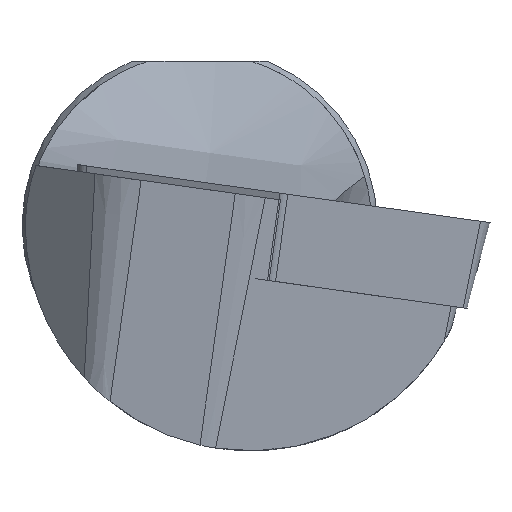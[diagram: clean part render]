
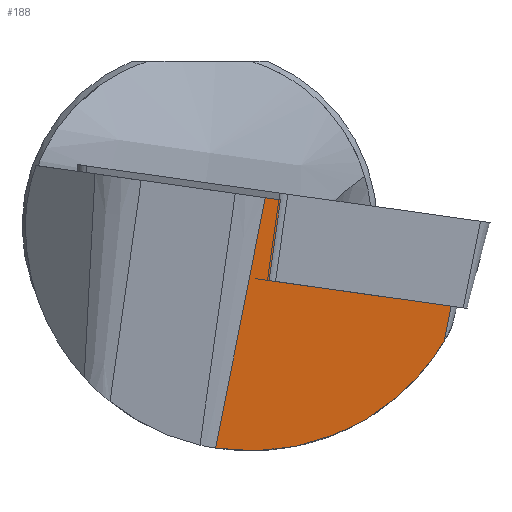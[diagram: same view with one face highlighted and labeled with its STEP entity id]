
A CAD part, left-side view. The second image highlights one B-rep face of the part: STEP entity #188.
In plain terms, the highlighted planar face has unit normal (-0.88, -0.437, -0.184).
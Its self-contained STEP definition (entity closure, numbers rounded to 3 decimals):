
#188=ADVANCED_FACE('',(#246),#227,.T.);
#227=PLANE('',#803);
#246=FACE_OUTER_BOUND('',#284,.T.);
#284=EDGE_LOOP('',(#337,#338,#339,#340,#341,#342));
#324=ELLIPSE('',#802,11.529,10.15);
#337=ORIENTED_EDGE('',*,*,#606,.F.);
#338=ORIENTED_EDGE('',*,*,#607,.T.);
#339=ORIENTED_EDGE('',*,*,#608,.T.);
#340=ORIENTED_EDGE('',*,*,#609,.T.);
#341=ORIENTED_EDGE('',*,*,#610,.F.);
#342=ORIENTED_EDGE('',*,*,#611,.F.);
#539=VERTEX_POINT('',#1065);
#540=VERTEX_POINT('',#1066);
#541=VERTEX_POINT('',#1068);
#542=VERTEX_POINT('',#1070);
#543=VERTEX_POINT('',#1072);
#544=VERTEX_POINT('',#1074);
#606=EDGE_CURVE('',#539,#540,#706,.T.);
#607=EDGE_CURVE('',#539,#541,#707,.T.);
#608=EDGE_CURVE('',#541,#542,#708,.T.);
#609=EDGE_CURVE('',#542,#543,#324,.T.);
#610=EDGE_CURVE('',#544,#543,#709,.T.);
#611=EDGE_CURVE('',#540,#544,#710,.T.);
#706=LINE('',#1064,#754);
#707=LINE('',#1067,#755);
#708=LINE('',#1069,#756);
#709=LINE('',#1073,#757);
#710=LINE('',#1075,#758);
#754=VECTOR('',#877,1.);
#755=VECTOR('',#878,1.);
#756=VECTOR('',#879,1.);
#757=VECTOR('',#882,1.);
#758=VECTOR('',#883,1.);
#802=AXIS2_PLACEMENT_3D('',#1071,#880,#881);
#803=AXIS2_PLACEMENT_3D('',#1076,#884,#885);
#877=DIRECTION('',(0.137,0.138,-0.981));
#878=DIRECTION('',(-0.462,0.878,0.123));
#879=DIRECTION('',(0.108,0.194,-0.975));
#880=DIRECTION('',(-0.88,-0.437,-0.184));
#881=DIRECTION('',(0.474,-0.811,-0.342));
#882=DIRECTION('',(0.108,0.194,-0.975));
#883=DIRECTION('',(0.462,-0.878,-0.123));
#884=DIRECTION('',(-0.88,-0.437,-0.184));
#885=DIRECTION('',(0.445,-0.896,0.));
#1064=CARTESIAN_POINT('',(0.884,-3.481,0.04));
#1065=CARTESIAN_POINT('',(0.729,-3.637,1.153));
#1066=CARTESIAN_POINT('',(1.237,-3.127,-2.481));
#1067=CARTESIAN_POINT('',(-0.197,-1.877,1.401));
#1068=CARTESIAN_POINT('',(0.372,-2.958,1.249));
#1069=CARTESIAN_POINT('',(0.339,-3.017,1.544));
#1070=CARTESIAN_POINT('',(1.622,-0.716,-10.026));
#1071=CARTESIAN_POINT('',(0.307,-2.3,0.));
#1072=CARTESIAN_POINT('',(5.721,-11.008,-5.214));
#1073=CARTESIAN_POINT('',(5.113,-12.098,0.267));
#1074=CARTESIAN_POINT('',(5.545,-11.323,-3.633));
#1075=CARTESIAN_POINT('',(11.604,-22.849,-5.253));
#1076=CARTESIAN_POINT('',(11.172,-23.624,-1.353));
